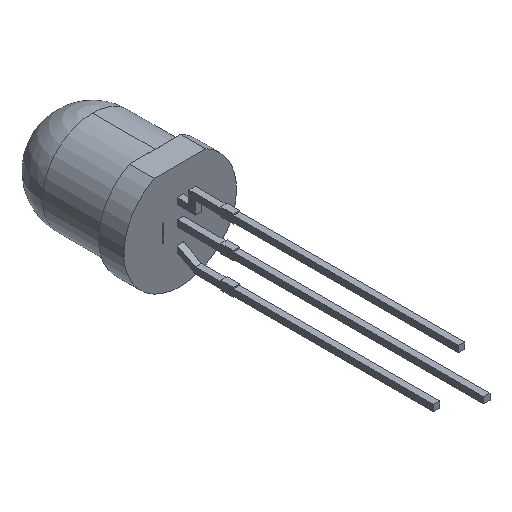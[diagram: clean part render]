
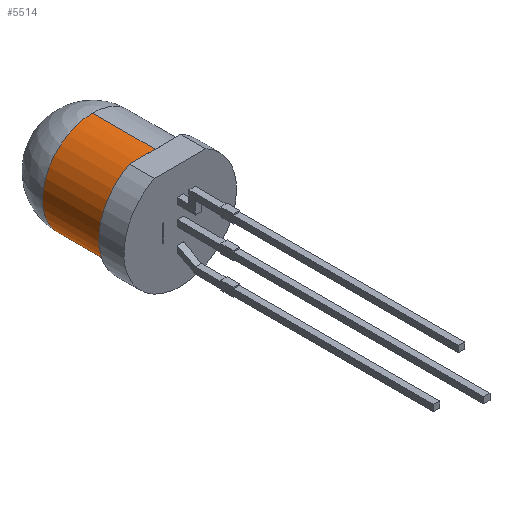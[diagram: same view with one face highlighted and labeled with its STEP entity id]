
A CAD part, isometric view. The second image highlights one B-rep face of the part: STEP entity #5514.
In plain terms, the highlighted cylindrical face has radius 4 mm (diameter 8 mm), a partial arc.
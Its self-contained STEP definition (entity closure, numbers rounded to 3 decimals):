
#533 = AXIS2_PLACEMENT_3D ( 'NONE', #786, #787, #788 ) ;
#534 = CYLINDRICAL_SURFACE ( 'NONE', #533, 4. ) ;
#786 = CARTESIAN_POINT ( 'NONE',  ( 0., 0., 0. ) ) ;
#787 = DIRECTION ( 'NONE',  ( 0., -1., 0. ) ) ;
#788 = DIRECTION ( 'NONE',  ( 0., 0., -1. ) ) ;
#2505 = FACE_OUTER_BOUND ( 'NONE', #6895, .T. ) ;
#2518 = AXIS2_PLACEMENT_3D ( 'NONE', #9399, #9400, #9401 ) ;
#2520 = AXIS2_PLACEMENT_3D ( 'NONE', #9396, #9397, #9398 ) ;
#4374 = ORIENTED_EDGE ( 'NONE', *, *, #5715, .T. ) ;
#4375 = ORIENTED_EDGE ( 'NONE', *, *, #5725, .F. ) ;
#4376 = ORIENTED_EDGE ( 'NONE', *, *, #5718, .T. ) ;
#4377 = ORIENTED_EDGE ( 'NONE', *, *, #4708, .T. ) ;
#4378 = ORIENTED_EDGE ( 'NONE', *, *, #4709, .F. ) ;
#4708 = EDGE_CURVE ( 'NONE', #6485, #6484, #4735, .T. ) ;
#4709 = EDGE_CURVE ( 'NONE', #6476, #6480, #4733, .T. ) ;
#4733 = CIRCLE ( 'NONE', #2518, 4. ) ;
#4735 = CIRCLE ( 'NONE', #2520, 4. ) ;
#4759 = CIRCLE ( 'NONE', #9996, 4. ) ;
#5514 = ADVANCED_FACE ( 'NONE', ( #2505 ), #534, .T. ) ;
#5715 = EDGE_CURVE ( 'NONE', #6484, #6480, #7765, .T. ) ;
#5718 = EDGE_CURVE ( 'NONE', #6489, #6485, #4759, .T. ) ;
#5725 = EDGE_CURVE ( 'NONE', #6489, #6476, #7827, .T. ) ;
#6476 = VERTEX_POINT ( 'NONE', #7836 ) ;
#6480 = VERTEX_POINT ( 'NONE', #7840 ) ;
#6484 = VERTEX_POINT ( 'NONE', #7844 ) ;
#6485 = VERTEX_POINT ( 'NONE', #7845 ) ;
#6489 = VERTEX_POINT ( 'NONE', #7849 ) ;
#6895 = EDGE_LOOP ( 'NONE', ( #4375, #4376, #4377, #4374, #4378 ) ) ;
#7765 = LINE ( 'NONE', #7766, #9995 ) ;
#7766 = CARTESIAN_POINT ( 'NONE',  ( 0., 0., -4. ) ) ;
#7767 = DIRECTION ( 'NONE',  ( 0., -1., 0. ) ) ;
#7773 = CARTESIAN_POINT ( 'NONE',  ( 0., 5., 0. ) ) ;
#7774 = DIRECTION ( 'NONE',  ( 0., -1., 0. ) ) ;
#7775 = DIRECTION ( 'NONE',  ( 0., 0., -1. ) ) ;
#7827 = LINE ( 'NONE', #7828, #10001 ) ;
#7828 = CARTESIAN_POINT ( 'NONE',  ( 0., 0., 4. ) ) ;
#7829 = DIRECTION ( 'NONE',  ( 0., -1., 0. ) ) ;
#7836 = CARTESIAN_POINT ( 'NONE',  ( 0., 0., 4. ) ) ;
#7840 = CARTESIAN_POINT ( 'NONE',  ( 0., 0., -4. ) ) ;
#7844 = CARTESIAN_POINT ( 'NONE',  ( 0., 5., -4. ) ) ;
#7845 = CARTESIAN_POINT ( 'NONE',  ( -4., 5., 0. ) ) ;
#7849 = CARTESIAN_POINT ( 'NONE',  ( 0., 5., 4. ) ) ;
#9396 = CARTESIAN_POINT ( 'NONE',  ( 0., 5., 0. ) ) ;
#9397 = DIRECTION ( 'NONE',  ( 0., -1., 0. ) ) ;
#9398 = DIRECTION ( 'NONE',  ( 0., 0., -1. ) ) ;
#9399 = CARTESIAN_POINT ( 'NONE',  ( 0., 0., 0. ) ) ;
#9400 = DIRECTION ( 'NONE',  ( 0., -1., 0. ) ) ;
#9401 = DIRECTION ( 'NONE',  ( 0., 0., -1. ) ) ;
#9995 = VECTOR ( 'NONE', #7767, 1000. ) ;
#9996 = AXIS2_PLACEMENT_3D ( 'NONE', #7773, #7774, #7775 ) ;
#10001 = VECTOR ( 'NONE', #7829, 1000. ) ;
